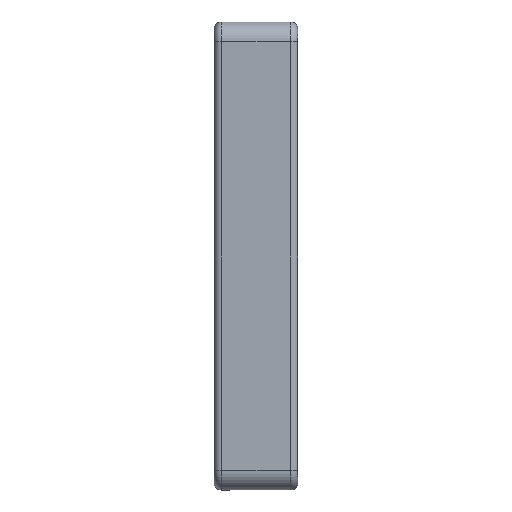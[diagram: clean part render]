
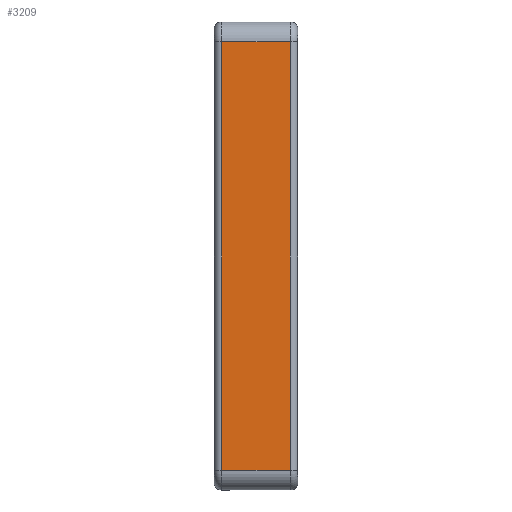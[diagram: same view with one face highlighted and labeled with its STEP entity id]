
A CAD part, front view. The second image highlights one B-rep face of the part: STEP entity #3209.
In plain terms, the highlighted planar face has unit normal (0, -1, 0).
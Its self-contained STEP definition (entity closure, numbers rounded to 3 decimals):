
#52 = VERTEX_POINT ( 'NONE', #893 ) ;
#154 = DIRECTION ( 'NONE',  ( 0., 0., -1. ) ) ;
#662 = CARTESIAN_POINT ( 'NONE',  ( 2.543, -14.755, 18.2 ) ) ;
#665 = VERTEX_POINT ( 'NONE', #3119 ) ;
#893 = CARTESIAN_POINT ( 'NONE',  ( -0.257, -14.755, 0.8 ) ) ;
#938 = EDGE_CURVE ( 'NONE', #52, #665, #2288, .T. ) ;
#990 = VECTOR ( 'NONE', #3484, 1000. ) ;
#1066 = CARTESIAN_POINT ( 'NONE',  ( 2.543, -14.755, 25.6 ) ) ;
#1102 = DIRECTION ( 'NONE',  ( -1., 0., 0. ) ) ;
#1124 = CARTESIAN_POINT ( 'NONE',  ( 2.843, -14.755, 18.2 ) ) ;
#1167 = CARTESIAN_POINT ( 'NONE',  ( 2.543, -14.755, 0.8 ) ) ;
#1199 = VERTEX_POINT ( 'NONE', #1167 ) ;
#1243 = ORIENTED_EDGE ( 'NONE', *, *, #938, .F. ) ;
#1251 = ORIENTED_EDGE ( 'NONE', *, *, #3025, .F. ) ;
#1301 = DIRECTION ( 'NONE',  ( 0., -1., 0. ) ) ;
#1652 = CARTESIAN_POINT ( 'NONE',  ( -0.257, -14.755, 25.6 ) ) ;
#1653 = EDGE_LOOP ( 'NONE', ( #1251, #4380, #4120, #1243 ) ) ;
#1825 = LINE ( 'NONE', #1066, #2301 ) ;
#1833 = VECTOR ( 'NONE', #3690, 1000. ) ;
#2144 = CARTESIAN_POINT ( 'NONE',  ( 2.843, -14.755, 0.8 ) ) ;
#2288 = LINE ( 'NONE', #1652, #1833 ) ;
#2301 = VECTOR ( 'NONE', #2882, 1000. ) ;
#2558 = FACE_OUTER_BOUND ( 'NONE', #1653, .T. ) ;
#2853 = LINE ( 'NONE', #2144, #3098 ) ;
#2882 = DIRECTION ( 'NONE',  ( 0., 0., 1. ) ) ;
#3025 = EDGE_CURVE ( 'NONE', #1199, #52, #2853, .T. ) ;
#3071 = EDGE_CURVE ( 'NONE', #3341, #665, #3132, .T. ) ;
#3098 = VECTOR ( 'NONE', #1102, 1000. ) ;
#3119 = CARTESIAN_POINT ( 'NONE',  ( -0.257, -14.755, 18.2 ) ) ;
#3132 = LINE ( 'NONE', #1124, #990 ) ;
#3209 = ADVANCED_FACE ( 'NONE', ( #2558 ), #3256, .T. ) ;
#3256 = PLANE ( 'NONE',  #3662 ) ;
#3341 = VERTEX_POINT ( 'NONE', #662 ) ;
#3484 = DIRECTION ( 'NONE',  ( -1., 0., 0. ) ) ;
#3662 = AXIS2_PLACEMENT_3D ( 'NONE', #4270, #1301, #154 ) ;
#3690 = DIRECTION ( 'NONE',  ( 0., 0., 1. ) ) ;
#4120 = ORIENTED_EDGE ( 'NONE', *, *, #3071, .T. ) ;
#4169 = EDGE_CURVE ( 'NONE', #1199, #3341, #1825, .T. ) ;
#4270 = CARTESIAN_POINT ( 'NONE',  ( 2.843, -14.755, 25.6 ) ) ;
#4380 = ORIENTED_EDGE ( 'NONE', *, *, #4169, .T. ) ;
